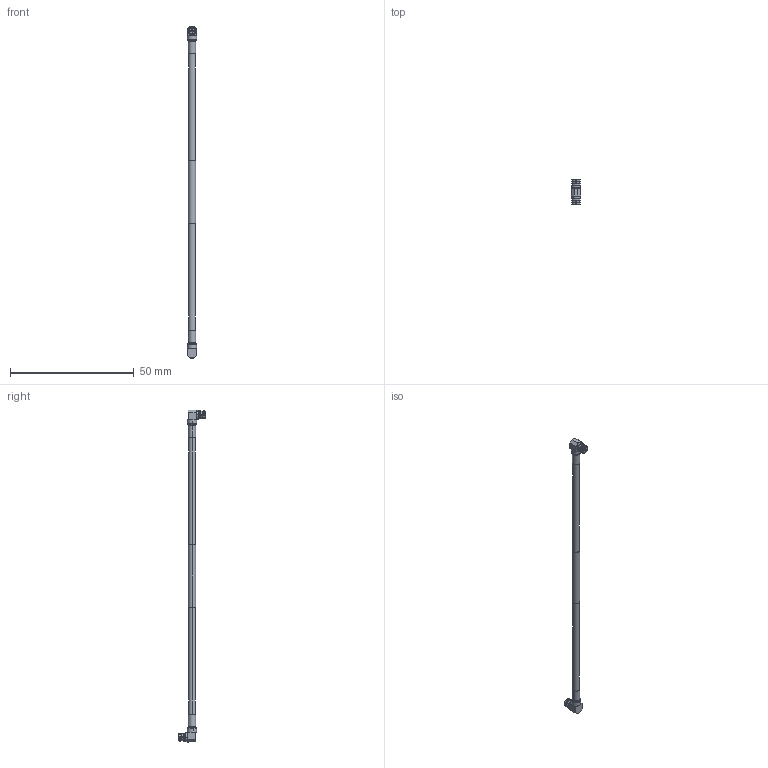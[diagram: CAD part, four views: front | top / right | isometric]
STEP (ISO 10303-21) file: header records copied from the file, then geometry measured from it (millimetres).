
FILE_DESCRIPTION (( 'STEP AP214' ), '1' );
FILE_NAME ('FMC2121085-SP2_3D.step', '2024-01-19T19:46:02', ( '' ), ( '' ), 'SwSTEP 2.0', 'SolidWorks 2022', '' );
FILE_SCHEMA (( 'AUTOMOTIVE_DESIGN' ));
Length unit declared in the file: inch
Products named in the file (4): Copy of SC5233^FMC2121085-SP2; Copy of Heatshrink_FM-F086_240177^FMC2121085-SP2; FMC2121085-SP2_3D; Copy of Cable_FM-F086_240177^FMC2121085-SP2
Assembly tree (5 placements, depth 2):
  FMC2121085-SP2_3D
    Copy of Cable_FM-F086_240177^FMC2121085-SP2
    Copy of SC5233^FMC2121085-SP2  x2
    Copy of Heatshrink_FM-F086_240177^FMC2121085-SP2  x2
Bounding box: 3.96 x 10.54 x 134.11 mm (x, y, z)
Volume: 984.7 mm3; surface area: 1760.5 mm2
Topology: 11 solids, 11 shells, 248 faces, 680 edges, 442 vertices
Faces by surface type: plane 114, cylinder 92, cone 34, torus 8
Entity records: 4727 total; most frequent: CARTESIAN_POINT 1218, ORIENTED_EDGE 690, DIRECTION 664, EDGE_CURVE 345, AXIS2_PLACEMENT_3D 261, VERTEX_POINT 225, LINE 142, VECTOR 142
